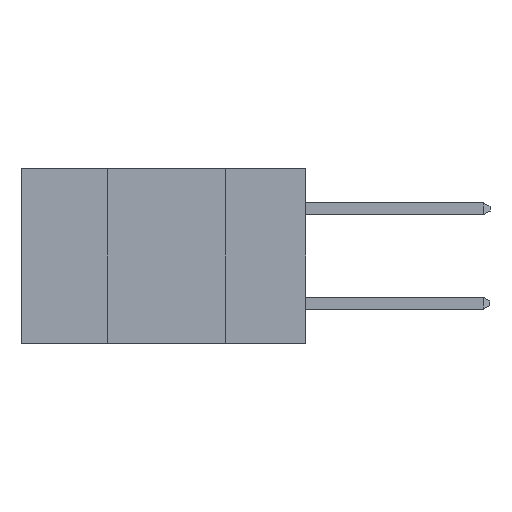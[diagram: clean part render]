
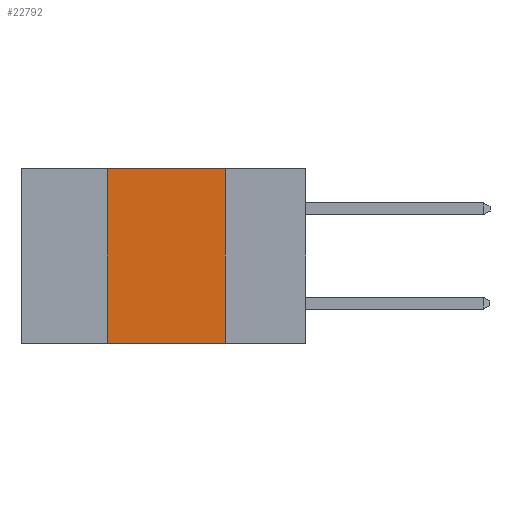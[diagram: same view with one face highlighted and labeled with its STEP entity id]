
A CAD part, left-side view. The second image highlights one B-rep face of the part: STEP entity #22792.
In plain terms, the highlighted planar face has unit normal (-1, 0, 0).
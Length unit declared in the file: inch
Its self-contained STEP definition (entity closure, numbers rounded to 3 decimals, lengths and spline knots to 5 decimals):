
#1324 = VECTOR ( 'NONE', #24323, 39.37008 ) ;
#2055 = LINE ( 'NONE', #8875, #1324 ) ;
#2475 = ORIENTED_EDGE ( 'NONE', *, *, #14903, .F. ) ;
#2973 = CARTESIAN_POINT ( 'NONE',  ( 0., 0.6, -0.37 ) ) ;
#3574 = VERTEX_POINT ( 'NONE', #11301 ) ;
#3873 = EDGE_CURVE ( 'NONE', #11905, #3574, #4875, .T. ) ;
#4875 = LINE ( 'NONE', #10965, #10841 ) ;
#5629 = FACE_OUTER_BOUND ( 'NONE', #7821, .T. ) ;
#7433 = CARTESIAN_POINT ( 'NONE',  ( 0., 0.6, 0. ) ) ;
#7532 = DIRECTION ( 'NONE',  ( 0., -1., 0. ) ) ;
#7821 = EDGE_LOOP ( 'NONE', ( #2475, #27008, #13699, #27479 ) ) ;
#7961 = CARTESIAN_POINT ( 'NONE',  ( 0., 0.17, -0.37 ) ) ;
#8875 = CARTESIAN_POINT ( 'NONE',  ( 0., 0.42, 0. ) ) ;
#9272 = VERTEX_POINT ( 'NONE', #13744 ) ;
#9563 = PLANE ( 'NONE',  #21176 ) ;
#9660 = DIRECTION ( 'NONE',  ( 1., 0., 0. ) ) ;
#9870 = DIRECTION ( 'NONE',  ( 0., -1., 0. ) ) ;
#9892 = EDGE_CURVE ( 'NONE', #9272, #11905, #2055, .T. ) ;
#10841 = VECTOR ( 'NONE', #9870, 39.37008 ) ;
#10965 = CARTESIAN_POINT ( 'NONE',  ( 0., 0.6, 0. ) ) ;
#11301 = CARTESIAN_POINT ( 'NONE',  ( 0., 0.17, 0. ) ) ;
#11905 = VERTEX_POINT ( 'NONE', #14950 ) ;
#12421 = LINE ( 'NONE', #27527, #23350 ) ;
#13699 = ORIENTED_EDGE ( 'NONE', *, *, #9892, .F. ) ;
#13744 = CARTESIAN_POINT ( 'NONE',  ( 0., 0.42, -0.37 ) ) ;
#14903 = EDGE_CURVE ( 'NONE', #3574, #26876, #12421, .T. ) ;
#14950 = CARTESIAN_POINT ( 'NONE',  ( 0., 0.42, 0. ) ) ;
#16603 = DIRECTION ( 'NONE',  ( 0., 0., -1. ) ) ;
#17814 = VECTOR ( 'NONE', #7532, 39.37008 ) ;
#20830 = EDGE_CURVE ( 'NONE', #9272, #26876, #23629, .T. ) ;
#21176 = AXIS2_PLACEMENT_3D ( 'NONE', #7433, #9660, #24993 ) ;
#22792 = ADVANCED_FACE ( 'NONE', ( #5629 ), #9563, .F. ) ;
#23350 = VECTOR ( 'NONE', #16603, 39.37008 ) ;
#23629 = LINE ( 'NONE', #2973, #17814 ) ;
#24323 = DIRECTION ( 'NONE',  ( 0., 0., 1. ) ) ;
#24993 = DIRECTION ( 'NONE',  ( 0., 0., -1. ) ) ;
#26876 = VERTEX_POINT ( 'NONE', #7961 ) ;
#27008 = ORIENTED_EDGE ( 'NONE', *, *, #3873, .F. ) ;
#27479 = ORIENTED_EDGE ( 'NONE', *, *, #20830, .T. ) ;
#27527 = CARTESIAN_POINT ( 'NONE',  ( 0., 0.17, 0. ) ) ;
